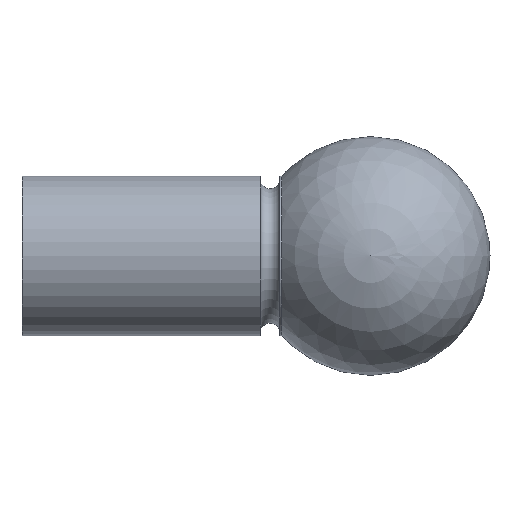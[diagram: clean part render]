
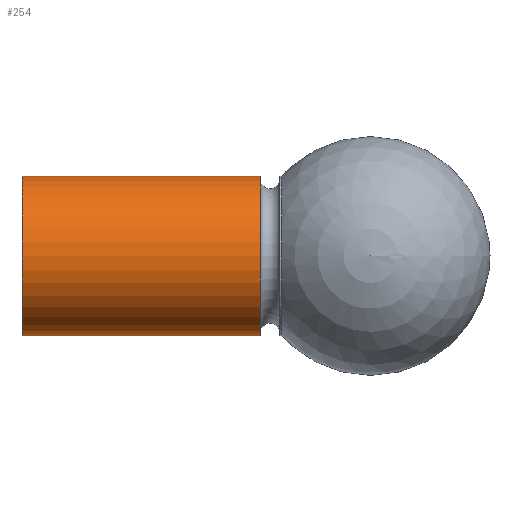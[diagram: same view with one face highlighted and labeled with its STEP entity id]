
A CAD part, top view. The second image highlights one B-rep face of the part: STEP entity #254.
In plain terms, the highlighted cylindrical face has radius 8 mm (diameter 16 mm), a full revolution.
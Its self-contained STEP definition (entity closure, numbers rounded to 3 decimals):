
#142=FACE_BOUND('',#368,.T.);
#143=FACE_BOUND('',#369,.T.);
#160=CYLINDRICAL_SURFACE('',#909,8.);
#208=CIRCLE('',#906,8.);
#209=CIRCLE('',#908,8.);
#254=ADVANCED_FACE('',(#142,#143),#160,.T.);
#368=EDGE_LOOP('',(#590));
#369=EDGE_LOOP('',(#591));
#590=ORIENTED_EDGE('',*,*,#787,.T.);
#591=ORIENTED_EDGE('',*,*,#788,.T.);
#693=VERTEX_POINT('',#4339);
#694=VERTEX_POINT('',#4342);
#787=EDGE_CURVE('',#693,#693,#208,.T.);
#788=EDGE_CURVE('',#694,#694,#209,.T.);
#906=AXIS2_PLACEMENT_3D('',#4338,#1093,#1094);
#908=AXIS2_PLACEMENT_3D('',#4341,#1097,#1098);
#909=AXIS2_PLACEMENT_3D('',#4343,#1099,#1100);
#1093=DIRECTION('',(1.,0.,0.));
#1094=DIRECTION('',(0.,0.,1.));
#1097=DIRECTION('',(-1.,0.,0.));
#1098=DIRECTION('',(0.,1.,0.));
#1099=DIRECTION('',(1.,0.,0.));
#1100=DIRECTION('',(0.,-1.,0.));
#4338=CARTESIAN_POINT('',(11.068,0.,0.));
#4339=CARTESIAN_POINT('',(11.068,8.,0.));
#4341=CARTESIAN_POINT('',(35.,0.,0.));
#4342=CARTESIAN_POINT('',(35.,8.,0.));
#4343=CARTESIAN_POINT('',(17.5,0.,0.));
